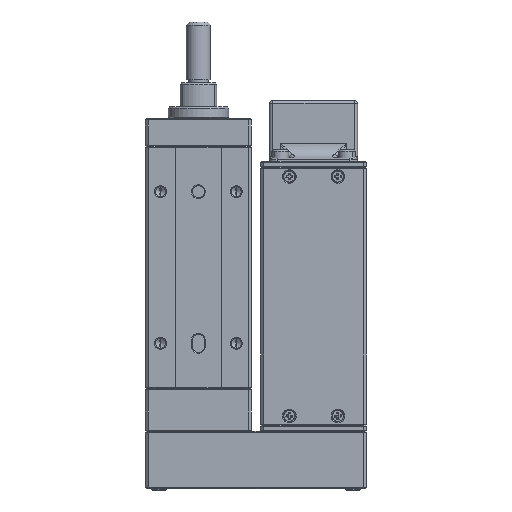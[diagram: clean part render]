
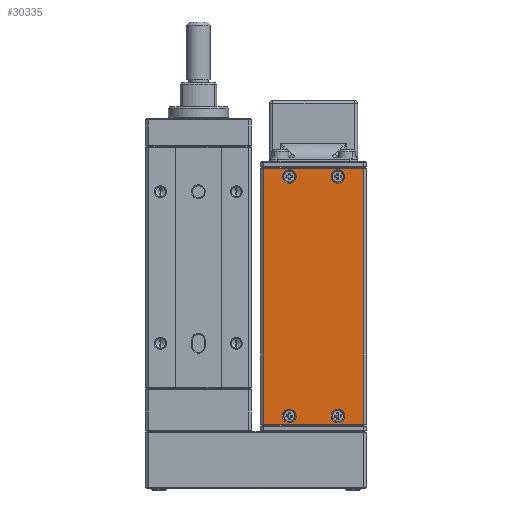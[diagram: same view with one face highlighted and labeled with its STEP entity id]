
A CAD part, front view. The second image highlights one B-rep face of the part: STEP entity #30335.
In plain terms, the highlighted planar face has unit normal (0, -1, 0).
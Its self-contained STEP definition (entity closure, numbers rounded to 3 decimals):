
#677 = AXIS2_PLACEMENT_3D ( 'NONE', #33431, #6245, #21629 ) ;
#1021 = EDGE_LOOP ( 'NONE', ( #10905, #19463 ) ) ;
#1993 = FACE_OUTER_BOUND ( 'NONE', #14184, .T. ) ;
#2240 = DIRECTION ( 'NONE',  ( 0., 1., 0. ) ) ;
#2280 = CARTESIAN_POINT ( 'NONE',  ( -42.2, -17.5, 17.5 ) ) ;
#2283 = ORIENTED_EDGE ( 'NONE', *, *, #35895, .F. ) ;
#2437 = VECTOR ( 'NONE', #41274, 1000. ) ;
#2985 = CARTESIAN_POINT ( 'NONE',  ( 42.2, -17.5, -16.5 ) ) ;
#3140 = VERTEX_POINT ( 'NONE', #37733 ) ;
#4139 = AXIS2_PLACEMENT_3D ( 'NONE', #10978, #30889, #49759 ) ;
#6162 = CARTESIAN_POINT ( 'NONE',  ( -39.5, -17.5, -8. ) ) ;
#6245 = DIRECTION ( 'NONE',  ( 0., -1., 0. ) ) ;
#6497 = DIRECTION ( 'NONE',  ( 0., -1., 0. ) ) ;
#6887 = CARTESIAN_POINT ( 'NONE',  ( -39.5, -17.5, 5.75 ) ) ;
#7238 = ORIENTED_EDGE ( 'NONE', *, *, #15295, .F. ) ;
#7662 = DIRECTION ( 'NONE',  ( -1., 0., 0. ) ) ;
#8045 = ORIENTED_EDGE ( 'NONE', *, *, #46588, .T. ) ;
#9268 = ORIENTED_EDGE ( 'NONE', *, *, #15990, .T. ) ;
#9325 = CARTESIAN_POINT ( 'NONE',  ( 39.5, -17.5, 5.75 ) ) ;
#9514 = AXIS2_PLACEMENT_3D ( 'NONE', #33254, #33978, #29250 ) ;
#10255 = EDGE_CURVE ( 'NONE', #44391, #46494, #21492, .T. ) ;
#10293 = CARTESIAN_POINT ( 'NONE',  ( 42.5, -17.5, 17.5 ) ) ;
#10760 = VECTOR ( 'NONE', #44307, 1000. ) ;
#10905 = ORIENTED_EDGE ( 'NONE', *, *, #35844, .F. ) ;
#10978 = CARTESIAN_POINT ( 'NONE',  ( 39.5, -17.5, 8. ) ) ;
#11455 = CARTESIAN_POINT ( 'NONE',  ( 42.5, -17.5, 16.5 ) ) ;
#11974 = ORIENTED_EDGE ( 'NONE', *, *, #37590, .F. ) ;
#12195 = DIRECTION ( 'NONE',  ( 0., 0., -1. ) ) ;
#12476 = EDGE_CURVE ( 'NONE', #31544, #36684, #23169, .T. ) ;
#12748 = EDGE_LOOP ( 'NONE', ( #11974, #30162 ) ) ;
#13090 = CARTESIAN_POINT ( 'NONE',  ( -39.5, -17.5, -5.75 ) ) ;
#13357 = FACE_BOUND ( 'NONE', #47973, .T. ) ;
#13620 = CARTESIAN_POINT ( 'NONE',  ( 42.5, -17.5, -16.5 ) ) ;
#13811 = DIRECTION ( 'NONE',  ( 0., -1., 0. ) ) ;
#14083 = PLANE ( 'NONE',  #22709 ) ;
#14184 = EDGE_LOOP ( 'NONE', ( #8045, #41725, #20008, #9268 ) ) ;
#14284 = CARTESIAN_POINT ( 'NONE',  ( 39.5, -17.5, -8. ) ) ;
#14768 = CARTESIAN_POINT ( 'NONE',  ( 42.2, -17.5, 16.5 ) ) ;
#15100 = CIRCLE ( 'NONE', #34376, 2.25 ) ;
#15295 = EDGE_CURVE ( 'NONE', #28502, #42381, #33122, .T. ) ;
#15990 = EDGE_CURVE ( 'NONE', #31826, #19546, #40773, .T. ) ;
#16412 = DIRECTION ( 'NONE',  ( 0., 0., -1. ) ) ;
#16995 = VERTEX_POINT ( 'NONE', #18220 ) ;
#17143 = FACE_BOUND ( 'NONE', #12748, .T. ) ;
#17551 = VECTOR ( 'NONE', #7662, 1000. ) ;
#18220 = CARTESIAN_POINT ( 'NONE',  ( -39.5, -17.5, 10.25 ) ) ;
#18421 = AXIS2_PLACEMENT_3D ( 'NONE', #29683, #6497, #16412 ) ;
#19069 = CARTESIAN_POINT ( 'NONE',  ( -42.2, -17.5, 16.5 ) ) ;
#19463 = ORIENTED_EDGE ( 'NONE', *, *, #28357, .F. ) ;
#19546 = VERTEX_POINT ( 'NONE', #14768 ) ;
#20008 = ORIENTED_EDGE ( 'NONE', *, *, #42418, .T. ) ;
#20728 = AXIS2_PLACEMENT_3D ( 'NONE', #6162, #35883, #20825 ) ;
#20825 = DIRECTION ( 'NONE',  ( 0., 0., -1. ) ) ;
#21193 = LINE ( 'NONE', #13620, #10760 ) ;
#21492 = CIRCLE ( 'NONE', #20728, 2.25 ) ;
#21629 = DIRECTION ( 'NONE',  ( 0., 0., -1. ) ) ;
#22396 = CIRCLE ( 'NONE', #677, 2.25 ) ;
#22709 = AXIS2_PLACEMENT_3D ( 'NONE', #10293, #2240, #37736 ) ;
#23101 = VECTOR ( 'NONE', #47891, 1000. ) ;
#23169 = CIRCLE ( 'NONE', #9514, 2.25 ) ;
#24291 = DIRECTION ( 'NONE',  ( 0., -1., 0. ) ) ;
#28063 = CIRCLE ( 'NONE', #18421, 2.25 ) ;
#28217 = AXIS2_PLACEMENT_3D ( 'NONE', #14284, #13811, #36965 ) ;
#28357 = EDGE_CURVE ( 'NONE', #16995, #41599, #37050, .T. ) ;
#28502 = VERTEX_POINT ( 'NONE', #36595 ) ;
#29250 = DIRECTION ( 'NONE',  ( 0., 0., -1. ) ) ;
#29683 = CARTESIAN_POINT ( 'NONE',  ( -39.5, -17.5, 8. ) ) ;
#30087 = CARTESIAN_POINT ( 'NONE',  ( 39.5, -17.5, -5.75 ) ) ;
#30162 = ORIENTED_EDGE ( 'NONE', *, *, #12476, .F. ) ;
#30335 = ADVANCED_FACE ( 'NONE', ( #36268, #13357, #17143, #1993, #32721 ), #14083, .F. ) ;
#30403 = CARTESIAN_POINT ( 'NONE',  ( -39.5, -17.5, -10.25 ) ) ;
#30889 = DIRECTION ( 'NONE',  ( 0., -1., 0. ) ) ;
#31140 = DIRECTION ( 'NONE',  ( 0., 0., -1. ) ) ;
#31397 = DIRECTION ( 'NONE',  ( 0., -1., 0. ) ) ;
#31544 = VERTEX_POINT ( 'NONE', #30087 ) ;
#31826 = VERTEX_POINT ( 'NONE', #2985 ) ;
#32534 = LINE ( 'NONE', #2280, #23101 ) ;
#32721 = FACE_BOUND ( 'NONE', #43126, .T. ) ;
#33122 = CIRCLE ( 'NONE', #4139, 2.25 ) ;
#33254 = CARTESIAN_POINT ( 'NONE',  ( 39.5, -17.5, -8. ) ) ;
#33431 = CARTESIAN_POINT ( 'NONE',  ( -39.5, -17.5, -8. ) ) ;
#33624 = EDGE_CURVE ( 'NONE', #42381, #28502, #15100, .T. ) ;
#33978 = DIRECTION ( 'NONE',  ( 0., -1., 0. ) ) ;
#34376 = AXIS2_PLACEMENT_3D ( 'NONE', #43189, #31397, #31140 ) ;
#35396 = CIRCLE ( 'NONE', #28217, 2.25 ) ;
#35844 = EDGE_CURVE ( 'NONE', #41599, #16995, #28063, .T. ) ;
#35883 = DIRECTION ( 'NONE',  ( 0., -1., 0. ) ) ;
#35895 = EDGE_CURVE ( 'NONE', #46494, #44391, #22396, .T. ) ;
#36268 = FACE_BOUND ( 'NONE', #1021, .T. ) ;
#36595 = CARTESIAN_POINT ( 'NONE',  ( 39.5, -17.5, 10.25 ) ) ;
#36684 = VERTEX_POINT ( 'NONE', #39902 ) ;
#36965 = DIRECTION ( 'NONE',  ( 0., 0., -1. ) ) ;
#37050 = CIRCLE ( 'NONE', #45845, 2.25 ) ;
#37590 = EDGE_CURVE ( 'NONE', #36684, #31544, #35396, .T. ) ;
#37733 = CARTESIAN_POINT ( 'NONE',  ( -42.2, -17.5, -16.5 ) ) ;
#37736 = DIRECTION ( 'NONE',  ( 0., 0., 1. ) ) ;
#37813 = ORIENTED_EDGE ( 'NONE', *, *, #10255, .F. ) ;
#37892 = LINE ( 'NONE', #11455, #17551 ) ;
#39902 = CARTESIAN_POINT ( 'NONE',  ( 39.5, -17.5, -10.25 ) ) ;
#40773 = LINE ( 'NONE', #45026, #2437 ) ;
#41274 = DIRECTION ( 'NONE',  ( 0., 0., 1. ) ) ;
#41599 = VERTEX_POINT ( 'NONE', #6887 ) ;
#41725 = ORIENTED_EDGE ( 'NONE', *, *, #47400, .T. ) ;
#42381 = VERTEX_POINT ( 'NONE', #9325 ) ;
#42418 = EDGE_CURVE ( 'NONE', #3140, #31826, #21193, .T. ) ;
#42437 = ORIENTED_EDGE ( 'NONE', *, *, #33624, .F. ) ;
#43126 = EDGE_LOOP ( 'NONE', ( #37813, #2283 ) ) ;
#43189 = CARTESIAN_POINT ( 'NONE',  ( 39.5, -17.5, 8. ) ) ;
#43658 = CARTESIAN_POINT ( 'NONE',  ( -39.5, -17.5, 8. ) ) ;
#44307 = DIRECTION ( 'NONE',  ( 1., 0., 0. ) ) ;
#44391 = VERTEX_POINT ( 'NONE', #30403 ) ;
#45026 = CARTESIAN_POINT ( 'NONE',  ( 42.2, -17.5, 16.5 ) ) ;
#45845 = AXIS2_PLACEMENT_3D ( 'NONE', #43658, #24291, #12195 ) ;
#46494 = VERTEX_POINT ( 'NONE', #13090 ) ;
#46588 = EDGE_CURVE ( 'NONE', #19546, #49065, #37892, .T. ) ;
#47400 = EDGE_CURVE ( 'NONE', #49065, #3140, #32534, .T. ) ;
#47891 = DIRECTION ( 'NONE',  ( 0., 0., -1. ) ) ;
#47973 = EDGE_LOOP ( 'NONE', ( #42437, #7238 ) ) ;
#49065 = VERTEX_POINT ( 'NONE', #19069 ) ;
#49759 = DIRECTION ( 'NONE',  ( 0., 0., -1. ) ) ;
